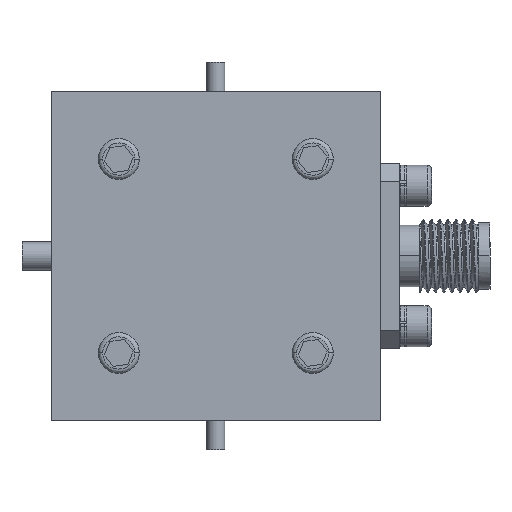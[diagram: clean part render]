
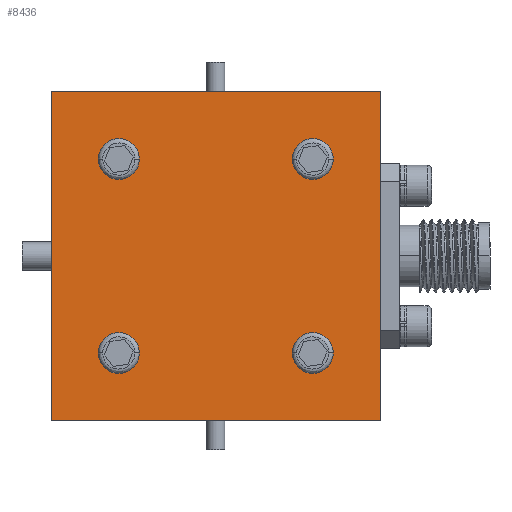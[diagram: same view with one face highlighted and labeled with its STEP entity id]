
A CAD part, front view. The second image highlights one B-rep face of the part: STEP entity #8436.
In plain terms, the highlighted planar face has unit normal (0, -1, 0).
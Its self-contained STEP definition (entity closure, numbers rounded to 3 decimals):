
#39 = AXIS2_PLACEMENT_3D ( 'NONE', #1335, #5558, #2058 ) ;
#315 = CARTESIAN_POINT ( 'NONE',  ( 14.288, 0., 14.288 ) ) ;
#384 = EDGE_CURVE ( 'NONE', #6450, #4652, #4487, .T. ) ;
#602 = FACE_BOUND ( 'NONE', #2673, .T. ) ;
#723 = DIRECTION ( 'NONE',  ( 0., -1., 0. ) ) ;
#930 = EDGE_CURVE ( 'NONE', #6260, #7950, #8434, .T. ) ;
#982 = CIRCLE ( 'NONE', #2578, 1.778 ) ;
#1059 = DIRECTION ( 'NONE',  ( 0., -1., 0. ) ) ;
#1164 = ORIENTED_EDGE ( 'NONE', *, *, #3549, .F. ) ;
#1221 = CARTESIAN_POINT ( 'NONE',  ( 8.42, 0., 10.198 ) ) ;
#1300 = DIRECTION ( 'NONE',  ( 0., 0., -1. ) ) ;
#1327 = ORIENTED_EDGE ( 'NONE', *, *, #8259, .F. ) ;
#1335 = CARTESIAN_POINT ( 'NONE',  ( -8.42, 0., -8.42 ) ) ;
#1518 = VERTEX_POINT ( 'NONE', #6314 ) ;
#1770 = ORIENTED_EDGE ( 'NONE', *, *, #6127, .F. ) ;
#1772 = DIRECTION ( 'NONE',  ( 0., 0., -1. ) ) ;
#1797 = CIRCLE ( 'NONE', #5463, 1.778 ) ;
#1820 = CARTESIAN_POINT ( 'NONE',  ( -8.42, 0., 8.42 ) ) ;
#1892 = CARTESIAN_POINT ( 'NONE',  ( -8.42, 0., -8.42 ) ) ;
#2058 = DIRECTION ( 'NONE',  ( 0., 0., -1. ) ) ;
#2060 = DIRECTION ( 'NONE',  ( 0., 0., 1. ) ) ;
#2230 = VERTEX_POINT ( 'NONE', #4971 ) ;
#2342 = DIRECTION ( 'NONE',  ( 0., -1., 0. ) ) ;
#2394 = VERTEX_POINT ( 'NONE', #7470 ) ;
#2525 = DIRECTION ( 'NONE',  ( 0., 0., -1. ) ) ;
#2578 = AXIS2_PLACEMENT_3D ( 'NONE', #1892, #3359, #1300 ) ;
#2590 = CARTESIAN_POINT ( 'NONE',  ( 14.287, 0., -14.287 ) ) ;
#2673 = EDGE_LOOP ( 'NONE', ( #7972, #1770 ) ) ;
#2679 = ORIENTED_EDGE ( 'NONE', *, *, #7084, .F. ) ;
#2687 = AXIS2_PLACEMENT_3D ( 'NONE', #8347, #8210, #2060 ) ;
#2714 = FACE_OUTER_BOUND ( 'NONE', #5439, .T. ) ;
#2734 = DIRECTION ( 'NONE',  ( 0., 0., -1. ) ) ;
#2816 = CARTESIAN_POINT ( 'NONE',  ( -8.42, 0., -10.198 ) ) ;
#3034 = ORIENTED_EDGE ( 'NONE', *, *, #6353, .F. ) ;
#3208 = CIRCLE ( 'NONE', #5557, 1.778 ) ;
#3314 = CARTESIAN_POINT ( 'NONE',  ( -8.42, 0., 6.642 ) ) ;
#3359 = DIRECTION ( 'NONE',  ( 0., -1., 0. ) ) ;
#3407 = VECTOR ( 'NONE', #4273, 1000. ) ;
#3502 = CARTESIAN_POINT ( 'NONE',  ( 8.42, 0., 6.642 ) ) ;
#3549 = EDGE_CURVE ( 'NONE', #4434, #5290, #1797, .T. ) ;
#3666 = EDGE_CURVE ( 'NONE', #2394, #2230, #5196, .T. ) ;
#3698 = CIRCLE ( 'NONE', #6631, 1.778 ) ;
#3799 = ORIENTED_EDGE ( 'NONE', *, *, #384, .F. ) ;
#3873 = EDGE_LOOP ( 'NONE', ( #1164, #3034 ) ) ;
#4045 = ORIENTED_EDGE ( 'NONE', *, *, #4868, .F. ) ;
#4162 = DIRECTION ( 'NONE',  ( 0., 0., -1. ) ) ;
#4273 = DIRECTION ( 'NONE',  ( 1., 0., 0. ) ) ;
#4282 = EDGE_CURVE ( 'NONE', #4652, #6450, #3698, .T. ) ;
#4331 = CARTESIAN_POINT ( 'NONE',  ( 8.42, 0., -8.42 ) ) ;
#4434 = VERTEX_POINT ( 'NONE', #3502 ) ;
#4468 = AXIS2_PLACEMENT_3D ( 'NONE', #4331, #723, #6443 ) ;
#4487 = CIRCLE ( 'NONE', #4934, 1.778 ) ;
#4488 = DIRECTION ( 'NONE',  ( 0., 0., -1. ) ) ;
#4505 = CARTESIAN_POINT ( 'NONE',  ( -14.288, 0., -14.287 ) ) ;
#4652 = VERTEX_POINT ( 'NONE', #3314 ) ;
#4803 = CARTESIAN_POINT ( 'NONE',  ( -8.42, 0., 8.42 ) ) ;
#4860 = CARTESIAN_POINT ( 'NONE',  ( 8.42, 0., -8.42 ) ) ;
#4868 = EDGE_CURVE ( 'NONE', #5427, #2394, #5612, .T. ) ;
#4885 = DIRECTION ( 'NONE',  ( 0., -1., 0. ) ) ;
#4934 = AXIS2_PLACEMENT_3D ( 'NONE', #1820, #1059, #1772 ) ;
#4971 = CARTESIAN_POINT ( 'NONE',  ( -14.287, 0., 14.288 ) ) ;
#5131 = ORIENTED_EDGE ( 'NONE', *, *, #5446, .F. ) ;
#5196 = LINE ( 'NONE', #4505, #6651 ) ;
#5290 = VERTEX_POINT ( 'NONE', #1221 ) ;
#5292 = CARTESIAN_POINT ( 'NONE',  ( 14.287, 0., -14.287 ) ) ;
#5325 = VECTOR ( 'NONE', #2525, 1000. ) ;
#5383 = FACE_BOUND ( 'NONE', #3873, .T. ) ;
#5427 = VERTEX_POINT ( 'NONE', #2590 ) ;
#5439 = EDGE_LOOP ( 'NONE', ( #5856, #4045, #1327, #6463 ) ) ;
#5446 = EDGE_CURVE ( 'NONE', #1518, #8165, #982, .T. ) ;
#5463 = AXIS2_PLACEMENT_3D ( 'NONE', #8059, #2342, #7344 ) ;
#5517 = PLANE ( 'NONE',  #2687 ) ;
#5557 = AXIS2_PLACEMENT_3D ( 'NONE', #7291, #5688, #4488 ) ;
#5558 = DIRECTION ( 'NONE',  ( 0., -1., 0. ) ) ;
#5583 = CARTESIAN_POINT ( 'NONE',  ( 8.42, 0., -6.642 ) ) ;
#5612 = LINE ( 'NONE', #8751, #7211 ) ;
#5674 = CARTESIAN_POINT ( 'NONE',  ( -14.287, 0., 14.288 ) ) ;
#5688 = DIRECTION ( 'NONE',  ( 0., -1., 0. ) ) ;
#5778 = EDGE_LOOP ( 'NONE', ( #2679, #5131 ) ) ;
#5856 = ORIENTED_EDGE ( 'NONE', *, *, #3666, .F. ) ;
#6127 = EDGE_CURVE ( 'NONE', #7950, #6260, #7995, .T. ) ;
#6260 = VERTEX_POINT ( 'NONE', #7703 ) ;
#6314 = CARTESIAN_POINT ( 'NONE',  ( -8.42, 0., -6.642 ) ) ;
#6353 = EDGE_CURVE ( 'NONE', #5290, #4434, #3208, .T. ) ;
#6443 = DIRECTION ( 'NONE',  ( 0., 0., -1. ) ) ;
#6450 = VERTEX_POINT ( 'NONE', #6768 ) ;
#6463 = ORIENTED_EDGE ( 'NONE', *, *, #8168, .F. ) ;
#6631 = AXIS2_PLACEMENT_3D ( 'NONE', #4803, #4885, #2734 ) ;
#6651 = VECTOR ( 'NONE', #8586, 1000. ) ;
#6768 = CARTESIAN_POINT ( 'NONE',  ( -8.42, 0., 10.198 ) ) ;
#6882 = FACE_BOUND ( 'NONE', #7392, .T. ) ;
#7084 = EDGE_CURVE ( 'NONE', #8165, #1518, #7912, .T. ) ;
#7129 = AXIS2_PLACEMENT_3D ( 'NONE', #4860, #7650, #4162 ) ;
#7211 = VECTOR ( 'NONE', #7806, 1000. ) ;
#7291 = CARTESIAN_POINT ( 'NONE',  ( 8.42, 0., 8.42 ) ) ;
#7344 = DIRECTION ( 'NONE',  ( 0., 0., -1. ) ) ;
#7392 = EDGE_LOOP ( 'NONE', ( #8299, #3799 ) ) ;
#7443 = LINE ( 'NONE', #5292, #5325 ) ;
#7470 = CARTESIAN_POINT ( 'NONE',  ( -14.288, 0., -14.287 ) ) ;
#7650 = DIRECTION ( 'NONE',  ( 0., -1., 0. ) ) ;
#7703 = CARTESIAN_POINT ( 'NONE',  ( 8.42, 0., -10.198 ) ) ;
#7806 = DIRECTION ( 'NONE',  ( -1., 0., 0. ) ) ;
#7896 = LINE ( 'NONE', #5674, #3407 ) ;
#7912 = CIRCLE ( 'NONE', #39, 1.778 ) ;
#7950 = VERTEX_POINT ( 'NONE', #5583 ) ;
#7972 = ORIENTED_EDGE ( 'NONE', *, *, #930, .F. ) ;
#7995 = CIRCLE ( 'NONE', #7129, 1.778 ) ;
#8008 = VERTEX_POINT ( 'NONE', #315 ) ;
#8059 = CARTESIAN_POINT ( 'NONE',  ( 8.42, 0., 8.42 ) ) ;
#8165 = VERTEX_POINT ( 'NONE', #2816 ) ;
#8168 = EDGE_CURVE ( 'NONE', #2230, #8008, #7896, .T. ) ;
#8173 = FACE_BOUND ( 'NONE', #5778, .T. ) ;
#8210 = DIRECTION ( 'NONE',  ( 0., 1., 0. ) ) ;
#8259 = EDGE_CURVE ( 'NONE', #8008, #5427, #7443, .T. ) ;
#8299 = ORIENTED_EDGE ( 'NONE', *, *, #4282, .F. ) ;
#8347 = CARTESIAN_POINT ( 'NONE',  ( 0., 0., 0. ) ) ;
#8434 = CIRCLE ( 'NONE', #4468, 1.778 ) ;
#8436 = ADVANCED_FACE ( 'NONE', ( #6882, #5383, #8173, #602, #2714 ), #5517, .F. ) ;
#8586 = DIRECTION ( 'NONE',  ( 0., 0., 1. ) ) ;
#8751 = CARTESIAN_POINT ( 'NONE',  ( -14.288, 0., -14.287 ) ) ;
